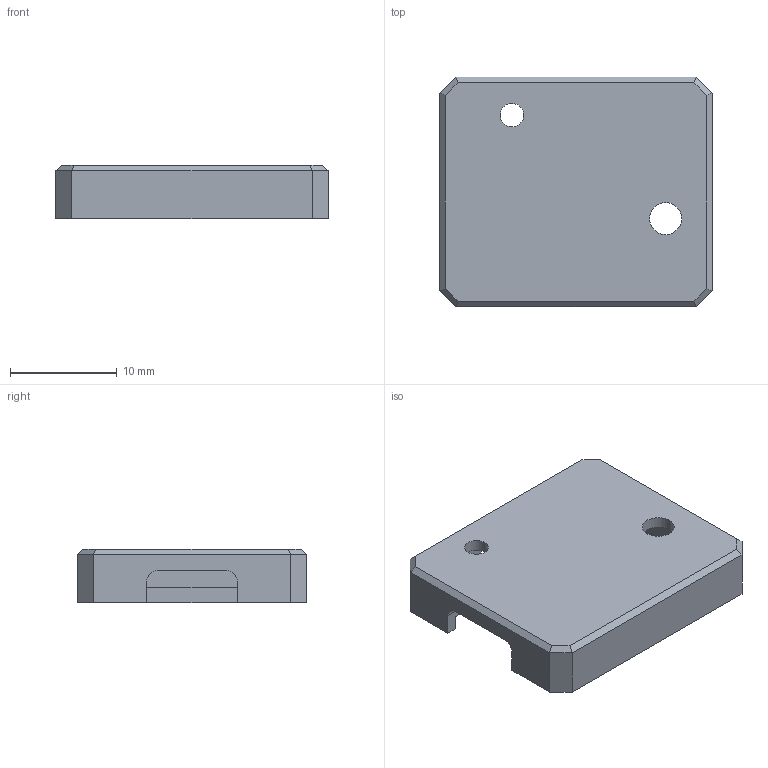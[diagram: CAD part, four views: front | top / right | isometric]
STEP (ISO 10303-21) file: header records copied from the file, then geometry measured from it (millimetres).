
FILE_DESCRIPTION(/* description */ ('','CAx-IF Rec.Pracs.---Representation and Presentation of Product Manufacturing Information (PMI)---4.0---2014-10-13'),/* implementation_level */ '2;1');
FILE_NAME(/* name */ 'Top.step',/* time_stamp */ '2024-11-30T11:57:43+01:00',/* author */ (''),/* organization */ (''),/* preprocessor_version */ 'ST-DEVELOPER v20',/* originating_system */ 'Autodesk Translation Framework v13.20.0.188',/* authorisation */ '');
FILE_SCHEMA (('AP242_MANAGED_MODEL_BASED_3D_ENGINEERING_MIM_LF { 1 0 10303 442 1 1 4 }'));
Length unit declared in the file: millimetre
Products named in the file (1): Top
Bounding box: 25.5 x 21.5 x 5 mm (x, y, z)
Volume: 1140.2 mm3; surface area: 1771.2 mm2
Topology: 1 solids, 1 shells, 68 faces, 178 edges, 116 vertices
Faces by surface type: plane 42, cylinder 26
Full cylindrical faces by diameter (mm): 1.6 x4, 2.2 x1, 3 x1
Entity records: 2153 total; most frequent: DIRECTION 368, CARTESIAN_POINT 363, ORIENTED_EDGE 356, EDGE_CURVE 178, LINE 126, VECTOR 126, AXIS2_PLACEMENT_3D 121, VERTEX_POINT 116
